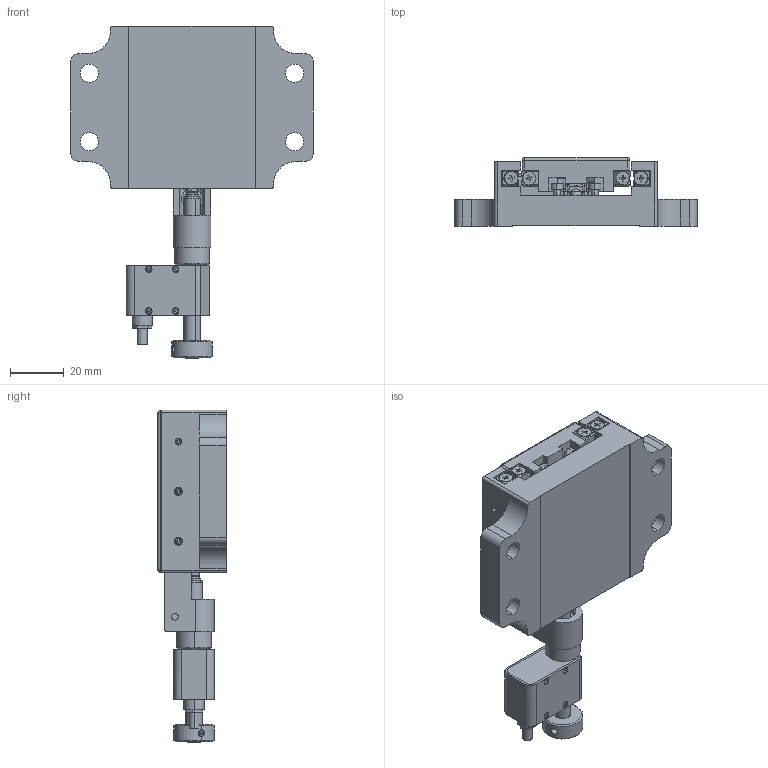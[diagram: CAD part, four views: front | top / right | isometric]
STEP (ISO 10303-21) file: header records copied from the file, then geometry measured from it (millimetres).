
FILE_DESCRIPTION (( 'STEP AP203' ), '1' );
FILE_NAME ('08PLC1-0.5.STEP', '2025-01-10T01:34:57', ( '' ), ( '' ), 'SwSTEP 2.0', 'SolidWorks 2024', '' );
FILE_SCHEMA (( 'CONFIG_CONTROL_DESIGN' ));
Length unit declared in the file: millimetre
Products named in the file (1): 08PLC1-0.5
Bounding box: 90 x 25.5 x 123.27 mm (x, y, z)
Surface area: 39149.6 mm2 (no closed solid volume)
Topology: 0 solids, 45 shells, 696 faces, 2118 edges, 1410 vertices
Faces by surface type: plane 416, cylinder 162, cone 107, torus 6, sphere 4, bspline 1
Entity records: 25925 total; most frequent: CARTESIAN_POINT 7700, ORIENTED_EDGE 3694, DIRECTION 3469, EDGE_CURVE 2112, VERTEX_POINT 1410, AXIS2_PLACEMENT_3D 1187, VECTOR 1095, LINE 1095
